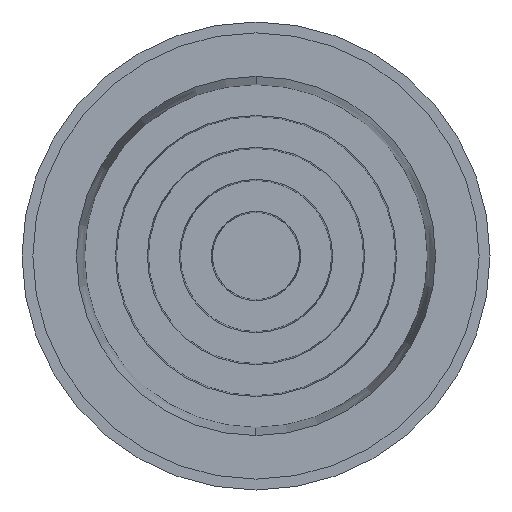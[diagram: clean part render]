
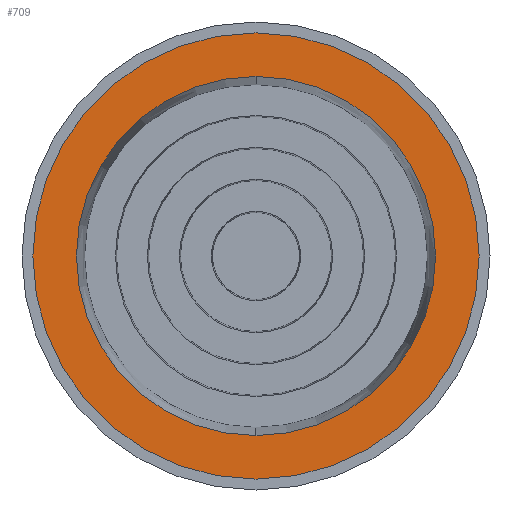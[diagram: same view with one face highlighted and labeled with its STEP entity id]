
A CAD part, left-side view. The second image highlights one B-rep face of the part: STEP entity #709.
In plain terms, the highlighted planar face has unit normal (-1, 0, 0).
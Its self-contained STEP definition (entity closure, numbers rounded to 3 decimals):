
#1 = ORIENTED_EDGE ( 'NONE', *, *, #99, .F. ) ;
#3 = EDGE_LOOP ( 'NONE', ( #632, #1 ) ) ;
#24 = VERTEX_POINT ( 'NONE', #185 ) ;
#56 = CARTESIAN_POINT ( 'NONE',  ( -11., 0., -16.5 ) ) ;
#75 = DIRECTION ( 'NONE',  ( -1., 0., 0. ) ) ;
#82 = CARTESIAN_POINT ( 'NONE',  ( -11., 0., 0. ) ) ;
#90 = EDGE_LOOP ( 'NONE', ( #375, #286 ) ) ;
#99 = EDGE_CURVE ( 'NONE', #432, #24, #791, .T. ) ;
#154 = AXIS2_PLACEMENT_3D ( 'NONE', #509, #456, #1095 ) ;
#185 = CARTESIAN_POINT ( 'NONE',  ( -11., 0., 16.5 ) ) ;
#197 = DIRECTION ( 'NONE',  ( 0., 0., 1. ) ) ;
#258 = AXIS2_PLACEMENT_3D ( 'NONE', #318, #941, #291 ) ;
#286 = ORIENTED_EDGE ( 'NONE', *, *, #1145, .F. ) ;
#291 = DIRECTION ( 'NONE',  ( 0., 0., 1. ) ) ;
#311 = FACE_BOUND ( 'NONE', #3, .T. ) ;
#318 = CARTESIAN_POINT ( 'NONE',  ( -11., 0., 0. ) ) ;
#375 = ORIENTED_EDGE ( 'NONE', *, *, #786, .F. ) ;
#397 = DIRECTION ( 'NONE',  ( 0., -1., 0. ) ) ;
#401 = EDGE_CURVE ( 'NONE', #24, #432, #1140, .T. ) ;
#432 = VERTEX_POINT ( 'NONE', #56 ) ;
#456 = DIRECTION ( 'NONE',  ( 1., 0., 0. ) ) ;
#509 = CARTESIAN_POINT ( 'NONE',  ( -11., 0., 0. ) ) ;
#519 = CARTESIAN_POINT ( 'NONE',  ( -11., 0., 0. ) ) ;
#520 = VERTEX_POINT ( 'NONE', #759 ) ;
#543 = AXIS2_PLACEMENT_3D ( 'NONE', #519, #1155, #600 ) ;
#600 = DIRECTION ( 'NONE',  ( 0., 1., 0. ) ) ;
#632 = ORIENTED_EDGE ( 'NONE', *, *, #401, .F. ) ;
#647 = CARTESIAN_POINT ( 'NONE',  ( -11., 20.5, 0. ) ) ;
#709 = ADVANCED_FACE ( 'NONE', ( #1005, #311 ), #849, .T. ) ;
#759 = CARTESIAN_POINT ( 'NONE',  ( -11., -20.5, 0. ) ) ;
#786 = EDGE_CURVE ( 'NONE', #1110, #520, #939, .T. ) ;
#791 = CIRCLE ( 'NONE', #889, 16.5 ) ;
#792 = CARTESIAN_POINT ( 'NONE',  ( -11., 20.5, 0. ) ) ;
#844 = CIRCLE ( 'NONE', #543, 20.5 ) ;
#849 = PLANE ( 'NONE',  #903 ) ;
#889 = AXIS2_PLACEMENT_3D ( 'NONE', #82, #75, #197 ) ;
#903 = AXIS2_PLACEMENT_3D ( 'NONE', #647, #940, #397 ) ;
#939 = CIRCLE ( 'NONE', #154, 20.5 ) ;
#940 = DIRECTION ( 'NONE',  ( -1., 0., 0. ) ) ;
#941 = DIRECTION ( 'NONE',  ( -1., 0., 0. ) ) ;
#1005 = FACE_OUTER_BOUND ( 'NONE', #90, .T. ) ;
#1095 = DIRECTION ( 'NONE',  ( 0., 1., 0. ) ) ;
#1110 = VERTEX_POINT ( 'NONE', #792 ) ;
#1140 = CIRCLE ( 'NONE', #258, 16.5 ) ;
#1145 = EDGE_CURVE ( 'NONE', #520, #1110, #844, .T. ) ;
#1155 = DIRECTION ( 'NONE',  ( 1., 0., 0. ) ) ;
